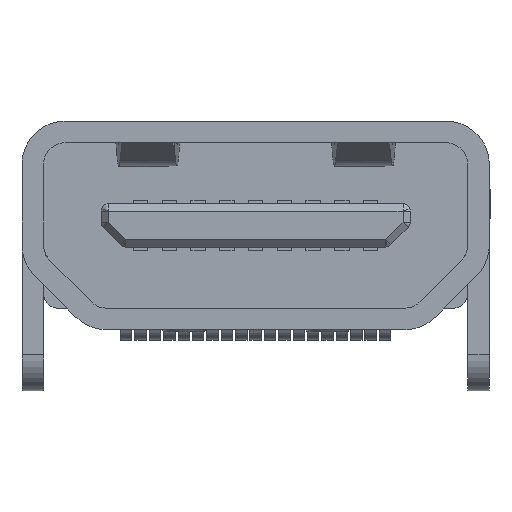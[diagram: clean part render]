
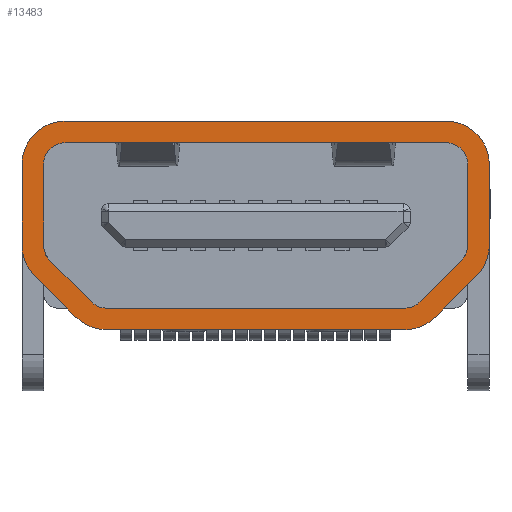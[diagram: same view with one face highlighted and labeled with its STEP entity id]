
A CAD part, front view. The second image highlights one B-rep face of the part: STEP entity #13483.
In plain terms, the highlighted planar face has unit normal (0, -1, 0).
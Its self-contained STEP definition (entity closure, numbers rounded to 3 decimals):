
#10285 = VERTEX_POINT('',#10286);
#10286 = CARTESIAN_POINT('',(3.25,-4.74,
    2.45));
#10292 = EDGE_CURVE('',#10293,#10285,#10295,.T.);
#10293 = VERTEX_POINT('',#10294);
#10294 = CARTESIAN_POINT('',(3.25,-4.74,
    1.324));
#10295 = LINE('',#10296,#10297);
#10296 = CARTESIAN_POINT('',(3.25,-4.74,
    2.45));
#10297 = VECTOR('',#10298,1.);
#10298 = DIRECTION('',(0.,0.,1.));
#11584 = VERTEX_POINT('',#11585);
#11585 = CARTESIAN_POINT('',(2.076,-4.74,
    0.15));
#11591 = EDGE_CURVE('',#11592,#11584,#11594,.T.);
#11592 = VERTEX_POINT('',#11593);
#11593 = CARTESIAN_POINT('',(-2.076,-4.74,
    0.15));
#11594 = LINE('',#11595,#11596);
#11595 = CARTESIAN_POINT('',(2.65,-4.74,
    0.15));
#11596 = VECTOR('',#11597,1.);
#11597 = DIRECTION('',(1.,0.,0.));
#11744 = VERTEX_POINT('',#11745);
#11745 = CARTESIAN_POINT('',(-2.076,-4.74,
    0.45));
#11751 = EDGE_CURVE('',#11744,#11752,#11754,.T.);
#11752 = VERTEX_POINT('',#11753);
#11753 = CARTESIAN_POINT('',(2.076,-4.74,
    0.45));
#11754 = LINE('',#11755,#11756);
#11755 = CARTESIAN_POINT('',(-2.076,-4.74,
    0.45));
#11756 = VECTOR('',#11757,1.);
#11757 = DIRECTION('',(1.,0.,0.));
#11916 = VERTEX_POINT('',#11917);
#11917 = CARTESIAN_POINT('',(-2.65,-4.74,
    3.05));
#11923 = EDGE_CURVE('',#11924,#11916,#11926,.T.);
#11924 = VERTEX_POINT('',#11925);
#11925 = CARTESIAN_POINT('',(2.65,-4.74,
    3.05));
#11926 = LINE('',#11927,#11928);
#11927 = CARTESIAN_POINT('',(2.65,-4.74,
    3.05));
#11928 = VECTOR('',#11929,1.);
#11929 = DIRECTION('',(-1.,0.,0.));
#12397 = VERTEX_POINT('',#12398);
#12398 = CARTESIAN_POINT('',(2.65,-4.74,
    2.75));
#12404 = EDGE_CURVE('',#12397,#12405,#12407,.T.);
#12405 = VERTEX_POINT('',#12406);
#12406 = CARTESIAN_POINT('',(-2.65,-4.74,
    2.75));
#12407 = LINE('',#12408,#12409);
#12408 = CARTESIAN_POINT('',(-2.65,-4.74,
    2.75));
#12409 = VECTOR('',#12410,1.);
#12410 = DIRECTION('',(-1.,0.,0.));
#13067 = VERTEX_POINT('',#13068);
#13068 = CARTESIAN_POINT('',(-3.25,-4.74,
    1.324));
#13086 = VERTEX_POINT('',#13087);
#13087 = CARTESIAN_POINT('',(-3.074,-4.74,
    0.9));
#13093 = EDGE_CURVE('',#13067,#13086,#13094,.T.);
#13094 = CIRCLE('',#13095,0.6);
#13095 = AXIS2_PLACEMENT_3D('',#13096,#13097,#13098);
#13096 = CARTESIAN_POINT('',(-2.65,-4.74,
    1.324));
#13097 = DIRECTION('',(-0.,-1.,0.));
#13098 = DIRECTION('',(-1.,0.,0.));
#13118 = VERTEX_POINT('',#13119);
#13119 = CARTESIAN_POINT('',(-2.5,-4.74,
    0.326));
#13125 = EDGE_CURVE('',#13086,#13118,#13126,.T.);
#13126 = LINE('',#13127,#13128);
#13127 = CARTESIAN_POINT('',(-0.987,-4.74,
    -1.187));
#13128 = VECTOR('',#13129,1.);
#13129 = DIRECTION('',(0.707,0.,-0.707)
  );
#13148 = EDGE_CURVE('',#13118,#11592,#13149,.T.);
#13149 = CIRCLE('',#13150,0.6);
#13150 = AXIS2_PLACEMENT_3D('',#13151,#13152,#13153);
#13151 = CARTESIAN_POINT('',(-2.076,-4.74,
    0.75));
#13152 = DIRECTION('',(-0.,-1.,0.));
#13153 = DIRECTION('',(-1.,0.,0.));
#13270 = VERTEX_POINT('',#13271);
#13271 = CARTESIAN_POINT('',(-2.862,-4.74,
    1.112));
#13279 = EDGE_CURVE('',#13280,#13270,#13282,.T.);
#13280 = VERTEX_POINT('',#13281);
#13281 = CARTESIAN_POINT('',(-2.95,-4.74,
    1.324));
#13282 = CIRCLE('',#13283,0.3);
#13283 = AXIS2_PLACEMENT_3D('',#13284,#13285,#13286);
#13284 = CARTESIAN_POINT('',(-2.65,-4.74,
    1.324));
#13285 = DIRECTION('',(-0.,-1.,0.));
#13286 = DIRECTION('',(-1.,0.,0.));
#13320 = EDGE_CURVE('',#13270,#13321,#13323,.T.);
#13321 = VERTEX_POINT('',#13322);
#13322 = CARTESIAN_POINT('',(-2.288,-4.74,
    0.538));
#13323 = LINE('',#13324,#13325);
#13324 = CARTESIAN_POINT('',(-2.862,-4.74,
    1.112));
#13325 = VECTOR('',#13326,1.);
#13326 = DIRECTION('',(0.707,0.,-0.707)
  );
#13343 = EDGE_CURVE('',#13321,#11744,#13344,.T.);
#13344 = CIRCLE('',#13345,0.3);
#13345 = AXIS2_PLACEMENT_3D('',#13346,#13347,#13348);
#13346 = CARTESIAN_POINT('',(-2.076,-4.74,
    0.75));
#13347 = DIRECTION('',(0.,-1.,0.));
#13348 = DIRECTION('',(1.,0.,0.));
#13483 = ADVANCED_FACE('',(#13484,#13538),#13601,.F.);
#13484 = FACE_BOUND('',#13485,.T.);
#13485 = EDGE_LOOP('',(#13486,#13493,#13494,#13503,#13509,#13510,#13511,
    #13512,#13513,#13522,#13530,#13537));
#13486 = ORIENTED_EDGE('',*,*,#13487,.T.);
#13487 = EDGE_CURVE('',#10285,#11924,#13488,.T.);
#13488 = CIRCLE('',#13489,0.6);
#13489 = AXIS2_PLACEMENT_3D('',#13490,#13491,#13492);
#13490 = CARTESIAN_POINT('',(2.65,-4.74,
    2.45));
#13491 = DIRECTION('',(-0.,-1.,0.));
#13492 = DIRECTION('',(-1.,0.,0.));
#13493 = ORIENTED_EDGE('',*,*,#11923,.T.);
#13494 = ORIENTED_EDGE('',*,*,#13495,.T.);
#13495 = EDGE_CURVE('',#11916,#13496,#13498,.T.);
#13496 = VERTEX_POINT('',#13497);
#13497 = CARTESIAN_POINT('',(-3.25,-4.74,
    2.45));
#13498 = CIRCLE('',#13499,0.6);
#13499 = AXIS2_PLACEMENT_3D('',#13500,#13501,#13502);
#13500 = CARTESIAN_POINT('',(-2.65,-4.74,
    2.45));
#13501 = DIRECTION('',(-0.,-1.,0.));
#13502 = DIRECTION('',(-1.,0.,0.));
#13503 = ORIENTED_EDGE('',*,*,#13504,.T.);
#13504 = EDGE_CURVE('',#13496,#13067,#13505,.T.);
#13505 = LINE('',#13506,#13507);
#13506 = CARTESIAN_POINT('',(-3.25,-4.74,
    2.45));
#13507 = VECTOR('',#13508,1.);
#13508 = DIRECTION('',(0.,0.,-1.));
#13509 = ORIENTED_EDGE('',*,*,#13093,.T.);
#13510 = ORIENTED_EDGE('',*,*,#13125,.T.);
#13511 = ORIENTED_EDGE('',*,*,#13148,.T.);
#13512 = ORIENTED_EDGE('',*,*,#11591,.T.);
#13513 = ORIENTED_EDGE('',*,*,#13514,.T.);
#13514 = EDGE_CURVE('',#11584,#13515,#13517,.T.);
#13515 = VERTEX_POINT('',#13516);
#13516 = CARTESIAN_POINT('',(2.5,-4.74,
    0.326));
#13517 = CIRCLE('',#13518,0.6);
#13518 = AXIS2_PLACEMENT_3D('',#13519,#13520,#13521);
#13519 = CARTESIAN_POINT('',(2.076,-4.74,
    0.75));
#13520 = DIRECTION('',(-0.,-1.,0.));
#13521 = DIRECTION('',(-1.,0.,0.));
#13522 = ORIENTED_EDGE('',*,*,#13523,.T.);
#13523 = EDGE_CURVE('',#13515,#13524,#13526,.T.);
#13524 = VERTEX_POINT('',#13525);
#13525 = CARTESIAN_POINT('',(3.074,-4.74,
    0.9));
#13526 = LINE('',#13527,#13528);
#13527 = CARTESIAN_POINT('',(3.637,-4.74,
    1.463));
#13528 = VECTOR('',#13529,1.);
#13529 = DIRECTION('',(0.707,0.,0.707)
  );
#13530 = ORIENTED_EDGE('',*,*,#13531,.T.);
#13531 = EDGE_CURVE('',#13524,#10293,#13532,.T.);
#13532 = CIRCLE('',#13533,0.6);
#13533 = AXIS2_PLACEMENT_3D('',#13534,#13535,#13536);
#13534 = CARTESIAN_POINT('',(2.65,-4.74,
    1.324));
#13535 = DIRECTION('',(-0.,-1.,0.));
#13536 = DIRECTION('',(-1.,0.,0.));
#13537 = ORIENTED_EDGE('',*,*,#10292,.T.);
#13538 = FACE_BOUND('',#13539,.T.);
#13539 = EDGE_LOOP('',(#13540,#13549,#13557,#13566,#13574,#13581,#13582,
    #13583,#13584,#13585,#13593,#13600));
#13540 = ORIENTED_EDGE('',*,*,#13541,.F.);
#13541 = EDGE_CURVE('',#13542,#12397,#13544,.T.);
#13542 = VERTEX_POINT('',#13543);
#13543 = CARTESIAN_POINT('',(2.95,-4.74,
    2.45));
#13544 = CIRCLE('',#13545,0.3);
#13545 = AXIS2_PLACEMENT_3D('',#13546,#13547,#13548);
#13546 = CARTESIAN_POINT('',(2.65,-4.74,
    2.45));
#13547 = DIRECTION('',(-0.,-1.,0.));
#13548 = DIRECTION('',(-1.,0.,0.));
#13549 = ORIENTED_EDGE('',*,*,#13550,.F.);
#13550 = EDGE_CURVE('',#13551,#13542,#13553,.T.);
#13551 = VERTEX_POINT('',#13552);
#13552 = CARTESIAN_POINT('',(2.95,-4.74,
    1.324));
#13553 = LINE('',#13554,#13555);
#13554 = CARTESIAN_POINT('',(2.95,-4.74,
    2.45));
#13555 = VECTOR('',#13556,1.);
#13556 = DIRECTION('',(0.,0.,1.));
#13557 = ORIENTED_EDGE('',*,*,#13558,.F.);
#13558 = EDGE_CURVE('',#13559,#13551,#13561,.T.);
#13559 = VERTEX_POINT('',#13560);
#13560 = CARTESIAN_POINT('',(2.862,-4.74,
    1.112));
#13561 = CIRCLE('',#13562,0.3);
#13562 = AXIS2_PLACEMENT_3D('',#13563,#13564,#13565);
#13563 = CARTESIAN_POINT('',(2.65,-4.74,
    1.324));
#13564 = DIRECTION('',(0.,-1.,0.));
#13565 = DIRECTION('',(1.,0.,0.));
#13566 = ORIENTED_EDGE('',*,*,#13567,.F.);
#13567 = EDGE_CURVE('',#13568,#13559,#13570,.T.);
#13568 = VERTEX_POINT('',#13569);
#13569 = CARTESIAN_POINT('',(2.288,-4.74,
    0.538));
#13570 = LINE('',#13571,#13572);
#13571 = CARTESIAN_POINT('',(2.862,-4.74,
    1.112));
#13572 = VECTOR('',#13573,1.);
#13573 = DIRECTION('',(0.707,0.,0.707)
  );
#13574 = ORIENTED_EDGE('',*,*,#13575,.F.);
#13575 = EDGE_CURVE('',#11752,#13568,#13576,.T.);
#13576 = CIRCLE('',#13577,0.3);
#13577 = AXIS2_PLACEMENT_3D('',#13578,#13579,#13580);
#13578 = CARTESIAN_POINT('',(2.076,-4.74,
    0.75));
#13579 = DIRECTION('',(-0.,-1.,0.));
#13580 = DIRECTION('',(-1.,0.,0.));
#13581 = ORIENTED_EDGE('',*,*,#11751,.F.);
#13582 = ORIENTED_EDGE('',*,*,#13343,.F.);
#13583 = ORIENTED_EDGE('',*,*,#13320,.F.);
#13584 = ORIENTED_EDGE('',*,*,#13279,.F.);
#13585 = ORIENTED_EDGE('',*,*,#13586,.F.);
#13586 = EDGE_CURVE('',#13587,#13280,#13589,.T.);
#13587 = VERTEX_POINT('',#13588);
#13588 = CARTESIAN_POINT('',(-2.95,-4.74,
    2.45));
#13589 = LINE('',#13590,#13591);
#13590 = CARTESIAN_POINT('',(-2.95,-4.74,
    2.45));
#13591 = VECTOR('',#13592,1.);
#13592 = DIRECTION('',(0.,0.,-1.));
#13593 = ORIENTED_EDGE('',*,*,#13594,.F.);
#13594 = EDGE_CURVE('',#12405,#13587,#13595,.T.);
#13595 = CIRCLE('',#13596,0.3);
#13596 = AXIS2_PLACEMENT_3D('',#13597,#13598,#13599);
#13597 = CARTESIAN_POINT('',(-2.65,-4.74,
    2.45));
#13598 = DIRECTION('',(0.,-1.,0.));
#13599 = DIRECTION('',(1.,0.,0.));
#13600 = ORIENTED_EDGE('',*,*,#12404,.F.);
#13601 = PLANE('',#13602);
#13602 = AXIS2_PLACEMENT_3D('',#13603,#13604,#13605);
#13603 = CARTESIAN_POINT('',(2.65,-4.74,
    2.45));
#13604 = DIRECTION('',(0.,1.,0.));
#13605 = DIRECTION('',(-1.,0.,0.));
